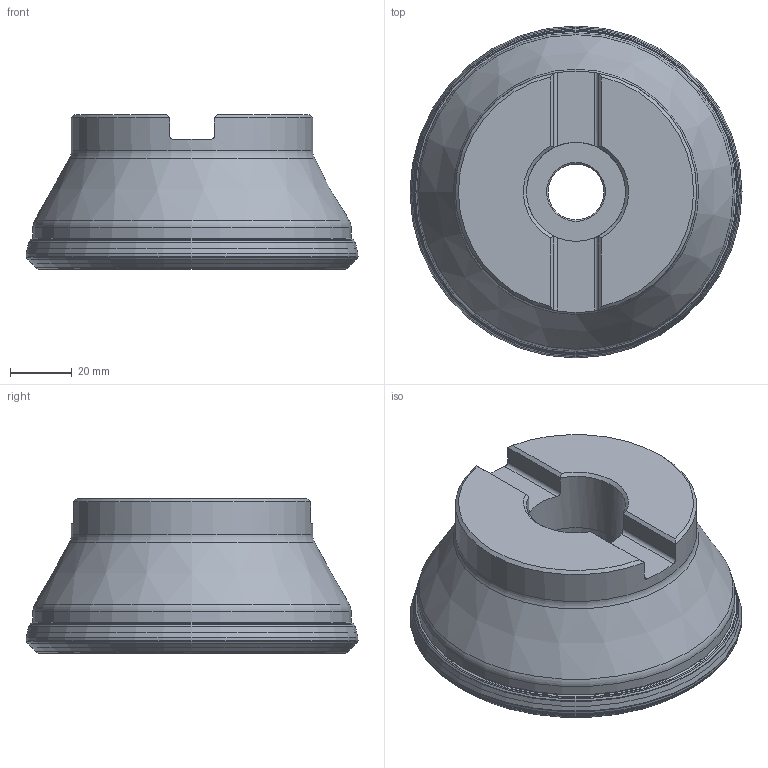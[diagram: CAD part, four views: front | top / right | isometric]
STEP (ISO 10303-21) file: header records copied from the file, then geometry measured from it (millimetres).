
FILE_DESCRIPTION(/* description */ (''),/* implementation_level */ '2;1');
FILE_NAME(/* name */ '100A08R_S45HN06C_C_115008874ndi000_00_SIM.stp',/* time_stamp */ '2020-01-06T08:41:36+01:00',/* author */ (''),/* organization */ (''),/* preprocessor_version */ 'ST-DEVELOPER v16.7',/* originating_system */ 'SIEMENS PLM Software NX 12.0',/* authorisation */ '');
FILE_SCHEMA (('AUTOMOTIVE_DESIGN { 1 0 10303 214 3 1 1 1 }'));
Length unit declared in the file: millimetre
Products named in the file (1): hc722F8C9CE1o9wz
Bounding box: 107.32 x 107.32 x 50 mm (x, y, z)
Volume: 284736.7 mm3; surface area: 42483.2 mm2
Topology: 2 solids, 2 shells, 100 faces, 212 edges, 116 vertices
Faces by surface type: revolution 51, plane 16, cone 14, cylinder 10, torus 9
Full cylindrical faces by diameter (mm): 18 x1, 32 x1, 34 x1, 45 x1, 78 x1, 102.905 x1
Entity records: 2659 total; most frequent: CARTESIAN_POINT 793, DIRECTION 357, ORIENTED_EDGE 262, EDGE_LOOP 180, FACE_BOUND 160, AXIS2_PLACEMENT_3D 141, EDGE_CURVE 131, VERTEX_POINT 111
